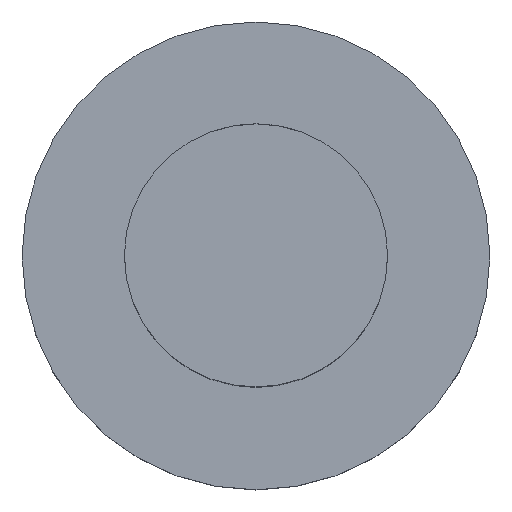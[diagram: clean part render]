
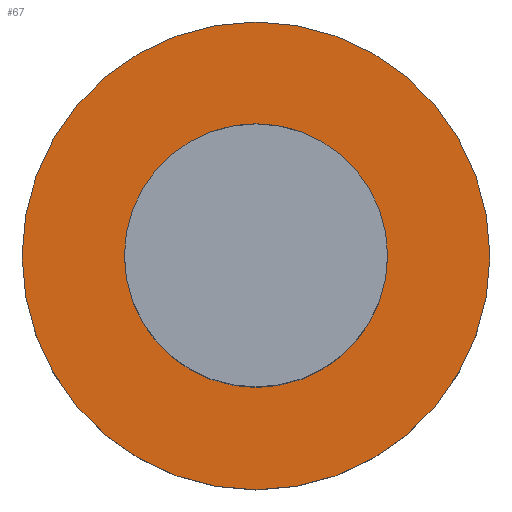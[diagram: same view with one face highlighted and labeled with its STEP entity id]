
A CAD part, top view. The second image highlights one B-rep face of the part: STEP entity #67.
In plain terms, the highlighted planar face has unit normal (0, 0, 1).
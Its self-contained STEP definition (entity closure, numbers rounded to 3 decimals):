
#67=ADVANCED_FACE('240[2]',(#164,#165),#166,.T.);
#91=EDGE_CURVE('240[2]',#199,#199,#200,.T.);
#118=EDGE_CURVE('240[2]',#244,#244,#245,.T.);
#164=FACE_BOUND('',#356,.T.);
#165=FACE_OUTER_BOUND('',#357,.T.);
#166=PLANE('',#358);
#199=VERTEX_POINT('',#465);
#200=CIRCLE('',#466,18.0);
#244=VERTEX_POINT('',#554);
#245=CIRCLE('',#555,32.0);
#356=EDGE_LOOP('',(#623));
#357=EDGE_LOOP('',(#624));
#358=AXIS2_PLACEMENT_3D('',#625,#626,#627);
#465=CARTESIAN_POINT('',(18.0,0.0,0.0));
#466=AXIS2_PLACEMENT_3D('',#664,#665,#666);
#554=CARTESIAN_POINT('',(0.,32.0,0.));
#555=AXIS2_PLACEMENT_3D('',#712,#713,#714);
#623=ORIENTED_EDGE('',*,*,#91,.T.);
#624=ORIENTED_EDGE('',*,*,#118,.T.);
#625=CARTESIAN_POINT('',(0.,16.0,0.));
#626=DIRECTION('',(0.,0.,1.0));
#627=DIRECTION('',(1.0,0.,0.0));
#664=CARTESIAN_POINT('',(0.0,0.0,0.));
#665=DIRECTION('',(0.,0.,-1.0));
#666=DIRECTION('',(1.0,0.,0.));
#712=CARTESIAN_POINT('',(0.0,0.0,0.0));
#713=DIRECTION('',(0.,0.,1.0));
#714=DIRECTION('',(0.,1.0,0.));
